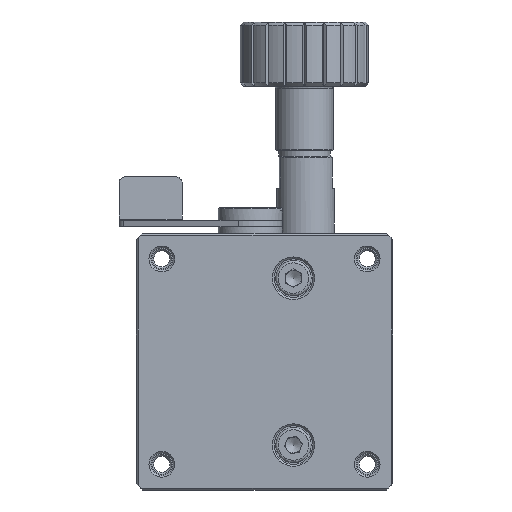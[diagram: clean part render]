
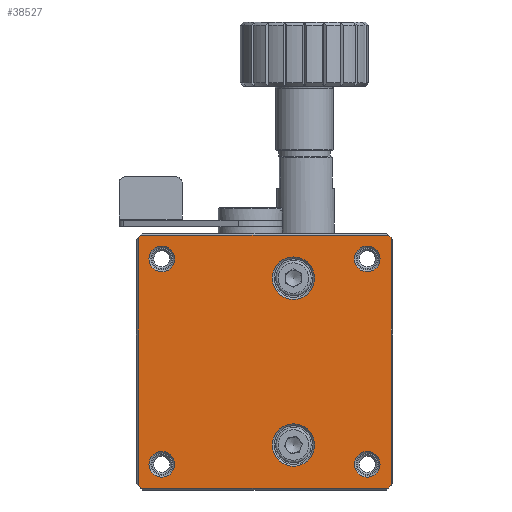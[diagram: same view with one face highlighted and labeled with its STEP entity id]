
A CAD part, front view. The second image highlights one B-rep face of the part: STEP entity #38527.
In plain terms, the highlighted planar face has unit normal (0, -1, 0).
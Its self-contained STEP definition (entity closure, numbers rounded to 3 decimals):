
#343 = VERTEX_POINT ( 'NONE', #24725 ) ;
#1031 = CARTESIAN_POINT ( 'NONE',  ( 55.248, -76.559, -24.236 ) ) ;
#1758 = ORIENTED_EDGE ( 'NONE', *, *, #3276, .F. ) ;
#2520 = VERTEX_POINT ( 'NONE', #55127 ) ;
#3071 = VERTEX_POINT ( 'NONE', #61848 ) ;
#3276 = EDGE_CURVE ( 'NONE', #343, #343, #19717, .T. ) ;
#3738 = LINE ( 'NONE', #64131, #71155 ) ;
#4872 = CIRCLE ( 'NONE', #59869, 2. ) ;
#5481 = CARTESIAN_POINT ( 'NONE',  ( 16.648, -76.559, -63.636 ) ) ;
#5621 = AXIS2_PLACEMENT_3D ( 'NONE', #103934, #105007, #86746 ) ;
#6383 = AXIS2_PLACEMENT_3D ( 'NONE', #64589, #82317, #56808 ) ;
#6800 = ORIENTED_EDGE ( 'NONE', *, *, #37734, .F. ) ;
#7450 = FACE_BOUND ( 'NONE', #81497, .T. ) ;
#7609 = EDGE_CURVE ( 'NONE', #66872, #66872, #71194, .T. ) ;
#8012 = FACE_BOUND ( 'NONE', #101272, .T. ) ;
#10611 = VECTOR ( 'NONE', #13359, 1000. ) ;
#11884 = ORIENTED_EDGE ( 'NONE', *, *, #73806, .F. ) ;
#13359 = DIRECTION ( 'NONE',  ( -0.707, 0., -0.707 ) ) ;
#13461 = DIRECTION ( 'NONE',  ( 0., -1., 0. ) ) ;
#17618 = EDGE_LOOP ( 'NONE', ( #65312 ) ) ;
#18685 = EDGE_CURVE ( 'NONE', #28993, #100013, #72163, .T. ) ;
#18764 = EDGE_CURVE ( 'NONE', #67437, #67437, #59070, .T. ) ;
#19015 = CARTESIAN_POINT ( 'NONE',  ( 15.948, -76.559, -62.936 ) ) ;
#19717 = CIRCLE ( 'NONE', #104718, 2. ) ;
#20488 = ORIENTED_EDGE ( 'NONE', *, *, #103266, .T. ) ;
#21064 = ORIENTED_EDGE ( 'NONE', *, *, #28177, .F. ) ;
#21136 = LINE ( 'NONE', #56040, #10611 ) ;
#21683 = CARTESIAN_POINT ( 'NONE',  ( 40.448, -76.559, -56.936 ) ) ;
#24725 = CARTESIAN_POINT ( 'NONE',  ( 51.948, -76.559, -61.936 ) ) ;
#24853 = ORIENTED_EDGE ( 'NONE', *, *, #32502, .F. ) ;
#25468 = CARTESIAN_POINT ( 'NONE',  ( 55.248, -76.559, -63.636 ) ) ;
#25701 = VERTEX_POINT ( 'NONE', #83932 ) ;
#25707 = ORIENTED_EDGE ( 'NONE', *, *, #93390, .T. ) ;
#25747 = PLANE ( 'NONE',  #68491 ) ;
#26307 = DIRECTION ( 'NONE',  ( 0., 0., 1. ) ) ;
#26951 = CARTESIAN_POINT ( 'NONE',  ( 54.948, -76.559, -63.936 ) ) ;
#28177 = EDGE_CURVE ( 'NONE', #92834, #40118, #32955, .T. ) ;
#28993 = VERTEX_POINT ( 'NONE', #38802 ) ;
#29730 = VECTOR ( 'NONE', #95529, 1000. ) ;
#30016 = CARTESIAN_POINT ( 'NONE',  ( 16.248, -76.559, -63.936 ) ) ;
#32424 = CARTESIAN_POINT ( 'NONE',  ( 15.948, -76.559, -63.636 ) ) ;
#32502 = EDGE_CURVE ( 'NONE', #3071, #3071, #57782, .T. ) ;
#32955 = LINE ( 'NONE', #66800, #38130 ) ;
#34068 = FACE_BOUND ( 'NONE', #53786, .T. ) ;
#34426 = ORIENTED_EDGE ( 'NONE', *, *, #7609, .F. ) ;
#35340 = VERTEX_POINT ( 'NONE', #1031 ) ;
#37569 = EDGE_CURVE ( 'NONE', #85368, #40118, #62942, .T. ) ;
#37734 = EDGE_CURVE ( 'NONE', #2520, #2520, #107305, .T. ) ;
#38130 = VECTOR ( 'NONE', #101729, 1000. ) ;
#38527 = ADVANCED_FACE ( 'NONE', ( #68460, #8012, #41817, #7450, #50705, #101169, #34068 ), #25747, .F. ) ;
#38640 = DIRECTION ( 'NONE',  ( 0., 0., -1. ) ) ;
#38802 = CARTESIAN_POINT ( 'NONE',  ( 16.248, -76.559, -63.236 ) ) ;
#38857 = DIRECTION ( 'NONE',  ( 0., 0., -1. ) ) ;
#40118 = VERTEX_POINT ( 'NONE', #106596 ) ;
#41333 = CARTESIAN_POINT ( 'NONE',  ( 40.448, -76.559, -60.236 ) ) ;
#41817 = FACE_BOUND ( 'NONE', #100036, .T. ) ;
#42376 = DIRECTION ( 'NONE',  ( 0., 1., 0. ) ) ;
#43663 = VECTOR ( 'NONE', #59921, 1000. ) ;
#44661 = ORIENTED_EDGE ( 'NONE', *, *, #18685, .F. ) ;
#46057 = EDGE_CURVE ( 'NONE', #28993, #56352, #61702, .T. ) ;
#46394 = DIRECTION ( 'NONE',  ( -0.707, 0., 0.707 ) ) ;
#50327 = CARTESIAN_POINT ( 'NONE',  ( 16.648, -76.559, -24.236 ) ) ;
#50705 = FACE_BOUND ( 'NONE', #66185, .T. ) ;
#52967 = CARTESIAN_POINT ( 'NONE',  ( 16.248, -76.559, -24.636 ) ) ;
#53786 = EDGE_LOOP ( 'NONE', ( #24853 ) ) ;
#55127 = CARTESIAN_POINT ( 'NONE',  ( 19.948, -76.559, -61.936 ) ) ;
#56040 = CARTESIAN_POINT ( 'NONE',  ( 16.948, -76.559, -23.936 ) ) ;
#56352 = VERTEX_POINT ( 'NONE', #5481 ) ;
#56808 = DIRECTION ( 'NONE',  ( 0., 0., -1. ) ) ;
#57782 = CIRCLE ( 'NONE', #89687, 2. ) ;
#59070 = CIRCLE ( 'NONE', #96281, 3.3 ) ;
#59869 = AXIS2_PLACEMENT_3D ( 'NONE', #96161, #69582, #103386 ) ;
#59921 = DIRECTION ( 'NONE',  ( 1., 0., 0. ) ) ;
#60904 = VECTOR ( 'NONE', #63839, 1000. ) ;
#61702 = LINE ( 'NONE', #19015, #29730 ) ;
#61848 = CARTESIAN_POINT ( 'NONE',  ( 51.948, -76.559, -29.936 ) ) ;
#62942 = LINE ( 'NONE', #26951, #102037 ) ;
#63839 = DIRECTION ( 'NONE',  ( 0., 0., 1. ) ) ;
#64131 = CARTESIAN_POINT ( 'NONE',  ( 55.948, -76.559, -24.936 ) ) ;
#64161 = DIRECTION ( 'NONE',  ( 0., -1., 0. ) ) ;
#64589 = CARTESIAN_POINT ( 'NONE',  ( 19.948, -76.559, -59.936 ) ) ;
#65312 = ORIENTED_EDGE ( 'NONE', *, *, #18764, .F. ) ;
#65462 = LINE ( 'NONE', #82650, #43663 ) ;
#66185 = EDGE_LOOP ( 'NONE', ( #34426 ) ) ;
#66800 = CARTESIAN_POINT ( 'NONE',  ( 55.648, -76.559, -63.936 ) ) ;
#66872 = VERTEX_POINT ( 'NONE', #109010 ) ;
#67437 = VERTEX_POINT ( 'NONE', #41333 ) ;
#68460 = FACE_OUTER_BOUND ( 'NONE', #108077, .T. ) ;
#68491 = AXIS2_PLACEMENT_3D ( 'NONE', #84540, #42376, #26307 ) ;
#68566 = ORIENTED_EDGE ( 'NONE', *, *, #37569, .T. ) ;
#69582 = DIRECTION ( 'NONE',  ( 0., -1., 0. ) ) ;
#70778 = EDGE_CURVE ( 'NONE', #107926, #35340, #65462, .T. ) ;
#71155 = VECTOR ( 'NONE', #46394, 1000. ) ;
#71187 = DIRECTION ( 'NONE',  ( 0., 0., -1. ) ) ;
#71194 = CIRCLE ( 'NONE', #5621, 3.3 ) ;
#72163 = LINE ( 'NONE', #30016, #60904 ) ;
#72866 = EDGE_CURVE ( 'NONE', #85368, #56352, #76255, .T. ) ;
#73241 = DIRECTION ( 'NONE',  ( 0., -1., 0. ) ) ;
#73806 = EDGE_CURVE ( 'NONE', #25701, #25701, #4872, .T. ) ;
#76255 = LINE ( 'NONE', #32424, #82684 ) ;
#81497 = EDGE_LOOP ( 'NONE', ( #11884 ) ) ;
#82317 = DIRECTION ( 'NONE',  ( 0., -1., 0. ) ) ;
#82650 = CARTESIAN_POINT ( 'NONE',  ( 15.948, -76.559, -24.236 ) ) ;
#82684 = VECTOR ( 'NONE', #84017, 1000. ) ;
#83466 = CARTESIAN_POINT ( 'NONE',  ( 55.648, -76.559, -24.636 ) ) ;
#83932 = CARTESIAN_POINT ( 'NONE',  ( 19.948, -76.559, -29.936 ) ) ;
#84017 = DIRECTION ( 'NONE',  ( -1., 0., 0. ) ) ;
#84540 = CARTESIAN_POINT ( 'NONE',  ( 15.948, -76.559, -63.936 ) ) ;
#85368 = VERTEX_POINT ( 'NONE', #25468 ) ;
#86746 = DIRECTION ( 'NONE',  ( 0., 0., -1. ) ) ;
#88350 = CARTESIAN_POINT ( 'NONE',  ( 51.948, -76.559, -27.936 ) ) ;
#89687 = AXIS2_PLACEMENT_3D ( 'NONE', #88350, #13461, #71187 ) ;
#92834 = VERTEX_POINT ( 'NONE', #83466 ) ;
#93390 = EDGE_CURVE ( 'NONE', #107926, #100013, #21136, .T. ) ;
#95529 = DIRECTION ( 'NONE',  ( 0.707, 0., -0.707 ) ) ;
#96161 = CARTESIAN_POINT ( 'NONE',  ( 19.948, -76.559, -27.936 ) ) ;
#96281 = AXIS2_PLACEMENT_3D ( 'NONE', #21683, #73241, #38857 ) ;
#97194 = ORIENTED_EDGE ( 'NONE', *, *, #70778, .F. ) ;
#100013 = VERTEX_POINT ( 'NONE', #52967 ) ;
#100036 = EDGE_LOOP ( 'NONE', ( #6800 ) ) ;
#100186 = ORIENTED_EDGE ( 'NONE', *, *, #72866, .F. ) ;
#101169 = FACE_BOUND ( 'NONE', #17618, .T. ) ;
#101272 = EDGE_LOOP ( 'NONE', ( #1758 ) ) ;
#101563 = ORIENTED_EDGE ( 'NONE', *, *, #46057, .T. ) ;
#101729 = DIRECTION ( 'NONE',  ( 0., 0., -1. ) ) ;
#102037 = VECTOR ( 'NONE', #102915, 1000. ) ;
#102915 = DIRECTION ( 'NONE',  ( 0.707, 0., 0.707 ) ) ;
#103266 = EDGE_CURVE ( 'NONE', #92834, #35340, #3738, .T. ) ;
#103386 = DIRECTION ( 'NONE',  ( 0., 0., -1. ) ) ;
#103934 = CARTESIAN_POINT ( 'NONE',  ( 40.448, -76.559, -30.936 ) ) ;
#104718 = AXIS2_PLACEMENT_3D ( 'NONE', #106302, #64161, #38640 ) ;
#105007 = DIRECTION ( 'NONE',  ( 0., -1., 0. ) ) ;
#106302 = CARTESIAN_POINT ( 'NONE',  ( 51.948, -76.559, -59.936 ) ) ;
#106596 = CARTESIAN_POINT ( 'NONE',  ( 55.648, -76.559, -63.236 ) ) ;
#107305 = CIRCLE ( 'NONE', #6383, 2. ) ;
#107926 = VERTEX_POINT ( 'NONE', #50327 ) ;
#108077 = EDGE_LOOP ( 'NONE', ( #97194, #25707, #44661, #101563, #100186, #68566, #21064, #20488 ) ) ;
#109010 = CARTESIAN_POINT ( 'NONE',  ( 40.448, -76.559, -34.236 ) ) ;
